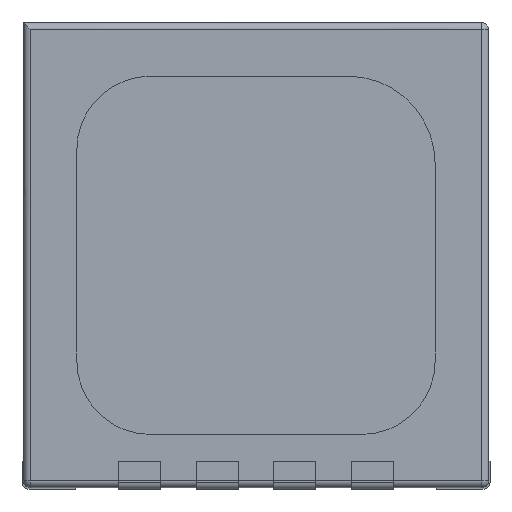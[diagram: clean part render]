
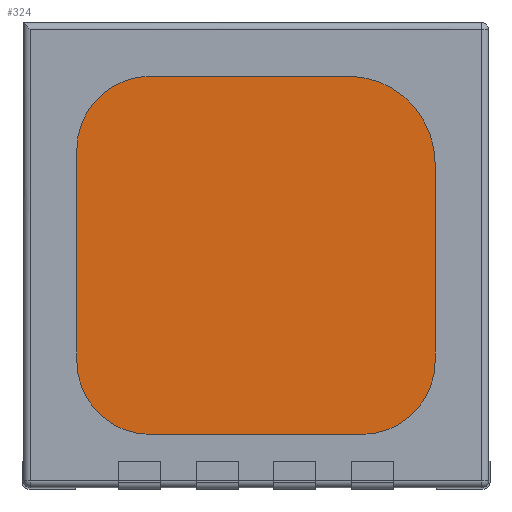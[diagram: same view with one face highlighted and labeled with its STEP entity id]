
A CAD part, front view. The second image highlights one B-rep face of the part: STEP entity #324.
In plain terms, the highlighted planar face has unit normal (0, -1, 0).
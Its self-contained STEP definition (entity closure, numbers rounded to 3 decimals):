
#151=CARTESIAN_POINT('',(1.4,-1.6,3.06));
#152=VERTEX_POINT('',#151);
#159=CARTESIAN_POINT('',(1.4,-1.6,0.26));
#160=VERTEX_POINT('',#159);
#161=CARTESIAN_POINT('',(1.4,-1.6,0.26));
#162=DIRECTION('',(0.0,0.0,1.0));
#163=VECTOR('',#162,2.8);
#164=LINE('',#161,#163);
#165=EDGE_CURVE('',#160,#152,#164,.T.);
#191=CARTESIAN_POINT('',(-1.4,-1.6,0.26));
#192=VERTEX_POINT('',#191);
#199=CARTESIAN_POINT('',(-1.4,-1.6,3.06));
#200=VERTEX_POINT('',#199);
#201=CARTESIAN_POINT('',(-1.4,-1.6,0.26));
#202=DIRECTION('',(0.0,0.0,1.0));
#203=VECTOR('',#202,2.8);
#204=LINE('',#201,#203);
#205=EDGE_CURVE('',#192,#200,#204,.T.);
#281=CARTESIAN_POINT('',(-1.4,-1.6,3.06));
#282=DIRECTION('',(1.0,0.0,0.0));
#283=VECTOR('',#282,2.8);
#284=LINE('',#281,#283);
#285=EDGE_CURVE('',#200,#152,#284,.T.);
#303=CARTESIAN_POINT('',(1.4,-1.6,0.26));
#304=DIRECTION('',(-1.0,0.0,0.0));
#305=VECTOR('',#304,2.8);
#306=LINE('',#303,#305);
#307=EDGE_CURVE('',#160,#192,#306,.T.);
#313=CARTESIAN_POINT('',(0.,-1.6,1.66));
#314=DIRECTION('',(0.0,1.0,0.0));
#315=DIRECTION('',(0.0,0.0,-1.0));
#316=AXIS2_PLACEMENT_3D('',#313,#314,#315);
#317=PLANE('',#316);
#318=ORIENTED_EDGE('',*,*,#165,.T.);
#319=ORIENTED_EDGE('',*,*,#285,.F.);
#320=ORIENTED_EDGE('',*,*,#205,.F.);
#321=ORIENTED_EDGE('',*,*,#307,.F.);
#322=EDGE_LOOP('',(#318,#319,#320,#321));
#323=FACE_OUTER_BOUND('',#322,.T.);
#324=ADVANCED_FACE('',(#323),#317,.F.);
